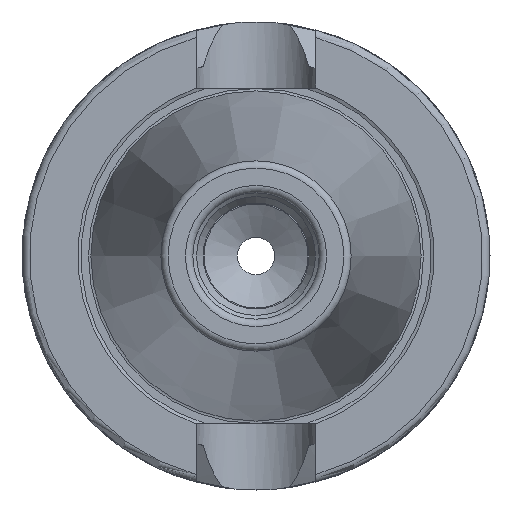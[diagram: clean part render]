
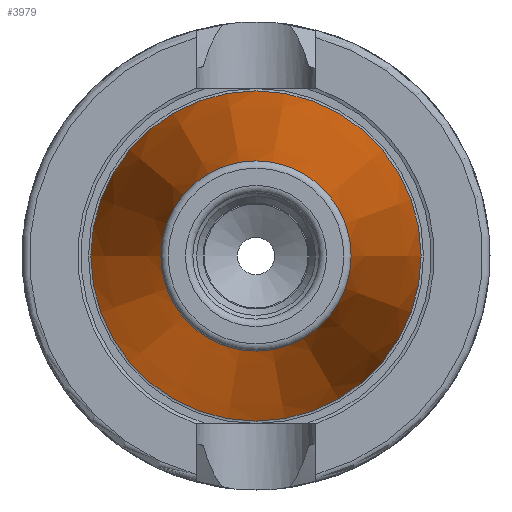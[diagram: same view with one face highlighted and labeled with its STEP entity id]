
A CAD part, left-side view. The second image highlights one B-rep face of the part: STEP entity #3979.
In plain terms, the highlighted conical face has half-angle 8.297 degrees and reference radius 17.519 mm.
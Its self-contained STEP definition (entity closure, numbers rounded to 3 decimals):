
#3945=CARTESIAN_POINT('',(-64.544,12.812,0.0));
#3946=VERTEX_POINT('',#3945);
#3947=CARTESIAN_POINT('',(-64.544,0.0,0.0));
#3948=DIRECTION('',(1.0,0.0,0.0));
#3949=DIRECTION('',(0.0,1.0,0.0));
#3950=AXIS2_PLACEMENT_3D('',#3947,#3948,#3949);
#3951=CIRCLE('',#3950,12.812);
#3952=EDGE_CURVE('',#3946,#3946,#3951,.T.);
#3960=CARTESIAN_POINT('',(-32.272,0.0,0.0));
#3961=DIRECTION('',(1.0,0.0,0.0));
#3962=DIRECTION('',(0.0,1.0,0.0));
#3963=AXIS2_PLACEMENT_3D('',#3960,#3961,#3962);
#3964=CONICAL_SURFACE('',#3963,17.519,8.297);
#3965=CARTESIAN_POINT('',(0.,22.225,0.0));
#3966=VERTEX_POINT('',#3965);
#3967=CARTESIAN_POINT('',(0.,0.0,0.0));
#3968=DIRECTION('',(1.0,0.0,0.0));
#3969=DIRECTION('',(0.0,1.0,0.0));
#3970=AXIS2_PLACEMENT_3D('',#3967,#3968,#3969);
#3971=CIRCLE('',#3970,22.225);
#3972=EDGE_CURVE('',#3966,#3966,#3971,.T.);
#3973=ORIENTED_EDGE('',*,*,#3972,.F.);
#3974=EDGE_LOOP('',(#3973));
#3975=FACE_OUTER_BOUND('',#3974,.T.);
#3976=ORIENTED_EDGE('',*,*,#3952,.T.);
#3977=EDGE_LOOP('',(#3976));
#3978=FACE_BOUND('',#3977,.T.);
#3979=ADVANCED_FACE('',(#3975,#3978),#3964,.T.);
